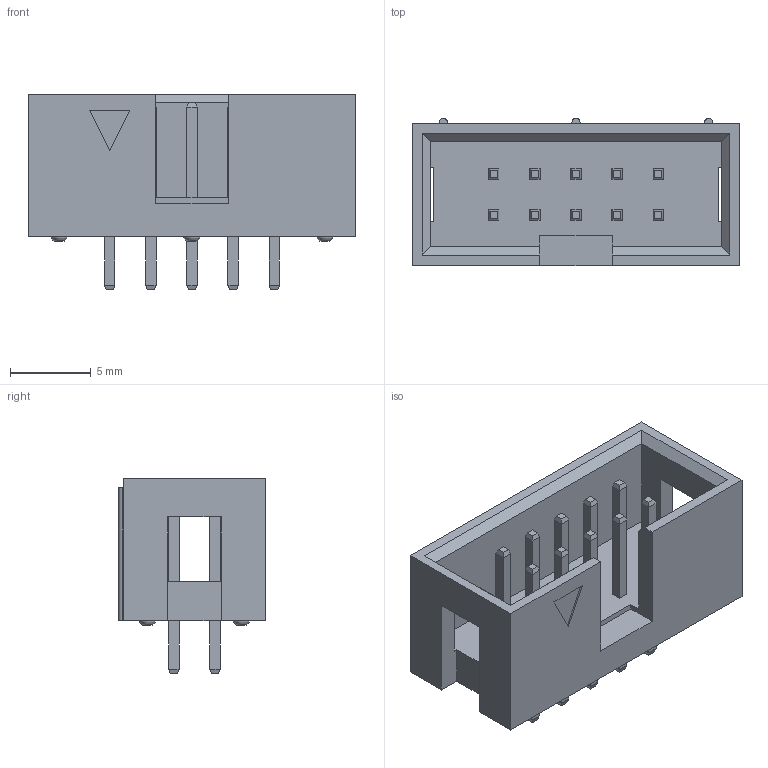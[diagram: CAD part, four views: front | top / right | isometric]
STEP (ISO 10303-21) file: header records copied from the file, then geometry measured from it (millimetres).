
FILE_DESCRIPTION(/* description */ (''),/* implementation_level */ '2;1');
FILE_NAME(/* name */ 'SBH11.step',/* time_stamp */ '2020-07-27T16:54:59-07:00',/* author */ (''),/* organization */ (''),/* preprocessor_version */ 'ST-DEVELOPER v18.1',/* originating_system */ 'Autodesk Translation Framework v9.3.0.1241',/* authorisation */ '');
FILE_SCHEMA (('AUTOMOTIVE_DESIGN { 1 0 10303 214 3 1 1 }'));
Length unit declared in the file: millimetre
Products named in the file (1): SBH11
Bounding box: 20.2 x 9.1 x 12.1 mm (x, y, z)
Volume: 764 mm3; surface area: 1346.3 mm2
Topology: 1 solids, 1 shells, 278 faces, 636 edges, 383 vertices
Faces by surface type: plane 268, bspline 6, cylinder 4
Entity records: 7746 total; most frequent: CARTESIAN_POINT 1507, ORIENTED_EDGE 1272, DIRECTION 1207, EDGE_CURVE 636, LINE 609, VECTOR 609, VERTEX_POINT 383, EDGE_LOOP 305
